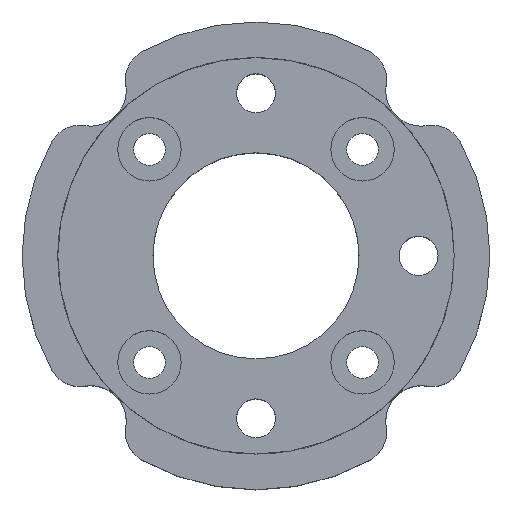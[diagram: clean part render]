
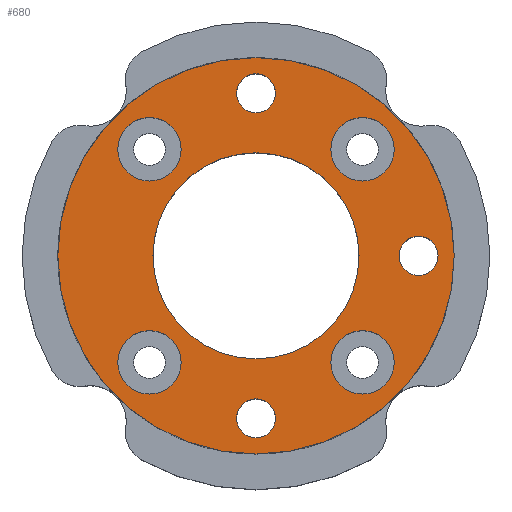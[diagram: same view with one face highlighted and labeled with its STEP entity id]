
A CAD part, top view. The second image highlights one B-rep face of the part: STEP entity #680.
In plain terms, the highlighted planar face has unit normal (0, 0, 1).
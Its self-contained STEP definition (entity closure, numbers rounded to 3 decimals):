
#19=FACE_BOUND('',#126,.T.);
#20=FACE_BOUND('',#127,.T.);
#21=FACE_BOUND('',#128,.T.);
#22=FACE_BOUND('',#129,.T.);
#23=FACE_BOUND('',#130,.T.);
#24=FACE_BOUND('',#131,.T.);
#25=FACE_BOUND('',#132,.T.);
#26=FACE_BOUND('',#133,.T.);
#43=PLANE('',#808);
#82=FACE_OUTER_BOUND('',#125,.T.);
#125=EDGE_LOOP('',(#581));
#126=EDGE_LOOP('',(#582));
#127=EDGE_LOOP('',(#583));
#128=EDGE_LOOP('',(#584));
#129=EDGE_LOOP('',(#585));
#130=EDGE_LOOP('',(#586));
#131=EDGE_LOOP('',(#587));
#132=EDGE_LOOP('',(#588));
#133=EDGE_LOOP('',(#589));
#240=CIRCLE('',#763,6.5);
#244=CIRCLE('',#769,2.);
#248=CIRCLE('',#776,2.);
#252=CIRCLE('',#783,2.);
#256=CIRCLE('',#790,2.);
#258=CIRCLE('',#794,1.23);
#260=CIRCLE('',#797,1.23);
#262=CIRCLE('',#800,1.23);
#264=CIRCLE('',#803,12.5);
#304=VERTEX_POINT('',#1163);
#308=VERTEX_POINT('',#1174);
#312=VERTEX_POINT('',#1187);
#316=VERTEX_POINT('',#1200);
#320=VERTEX_POINT('',#1213);
#322=VERTEX_POINT('',#1221);
#324=VERTEX_POINT('',#1227);
#326=VERTEX_POINT('',#1233);
#328=VERTEX_POINT('',#1239);
#384=EDGE_CURVE('',#304,#304,#240,.T.);
#389=EDGE_CURVE('',#308,#308,#244,.T.);
#395=EDGE_CURVE('',#312,#312,#248,.T.);
#401=EDGE_CURVE('',#316,#316,#252,.T.);
#407=EDGE_CURVE('',#320,#320,#256,.T.);
#411=EDGE_CURVE('',#322,#322,#258,.T.);
#414=EDGE_CURVE('',#324,#324,#260,.T.);
#417=EDGE_CURVE('',#326,#326,#262,.T.);
#420=EDGE_CURVE('',#328,#328,#264,.T.);
#581=ORIENTED_EDGE('',*,*,#420,.T.);
#582=ORIENTED_EDGE('',*,*,#384,.T.);
#583=ORIENTED_EDGE('',*,*,#389,.T.);
#584=ORIENTED_EDGE('',*,*,#395,.T.);
#585=ORIENTED_EDGE('',*,*,#401,.T.);
#586=ORIENTED_EDGE('',*,*,#407,.T.);
#587=ORIENTED_EDGE('',*,*,#411,.T.);
#588=ORIENTED_EDGE('',*,*,#414,.T.);
#589=ORIENTED_EDGE('',*,*,#417,.T.);
#680=ADVANCED_FACE('',(#82,#19,#20,#21,#22,#23,#24,#25,#26),#43,.T.);
#763=AXIS2_PLACEMENT_3D('',#1164,#944,#945);
#769=AXIS2_PLACEMENT_3D('',#1175,#957,#958);
#776=AXIS2_PLACEMENT_3D('',#1188,#973,#974);
#783=AXIS2_PLACEMENT_3D('',#1201,#989,#990);
#790=AXIS2_PLACEMENT_3D('',#1214,#1005,#1006);
#794=AXIS2_PLACEMENT_3D('',#1222,#1015,#1016);
#797=AXIS2_PLACEMENT_3D('',#1228,#1022,#1023);
#800=AXIS2_PLACEMENT_3D('',#1234,#1029,#1030);
#803=AXIS2_PLACEMENT_3D('',#1240,#1036,#1037);
#808=AXIS2_PLACEMENT_3D('',#1246,#1047,#1048);
#944=DIRECTION('center_axis',(0.,0.,-1.));
#945=DIRECTION('ref_axis',(1.,0.,0.));
#957=DIRECTION('center_axis',(0.,0.,-1.));
#958=DIRECTION('ref_axis',(1.,0.,0.));
#973=DIRECTION('center_axis',(0.,0.,-1.));
#974=DIRECTION('ref_axis',(1.,0.,0.));
#989=DIRECTION('center_axis',(0.,0.,-1.));
#990=DIRECTION('ref_axis',(1.,0.,0.));
#1005=DIRECTION('center_axis',(0.,0.,-1.));
#1006=DIRECTION('ref_axis',(1.,0.,0.));
#1015=DIRECTION('center_axis',(0.,0.,-1.));
#1016=DIRECTION('ref_axis',(1.,0.,0.));
#1022=DIRECTION('center_axis',(0.,0.,-1.));
#1023=DIRECTION('ref_axis',(1.,0.,0.));
#1029=DIRECTION('center_axis',(0.,0.,-1.));
#1030=DIRECTION('ref_axis',(1.,0.,0.));
#1036=DIRECTION('center_axis',(0.,0.,1.));
#1037=DIRECTION('ref_axis',(-1.,0.,0.));
#1047=DIRECTION('center_axis',(0.,0.,1.));
#1048=DIRECTION('ref_axis',(1.,0.,0.));
#1163=CARTESIAN_POINT('',(-6.5,0.,0.));
#1164=CARTESIAN_POINT('Origin',(0.,0.,0.));
#1174=CARTESIAN_POINT('',(4.718,6.718,0.));
#1175=CARTESIAN_POINT('Origin',(6.718,6.718,0.));
#1187=CARTESIAN_POINT('',(-8.718,6.718,0.));
#1188=CARTESIAN_POINT('Origin',(-6.718,6.718,0.));
#1200=CARTESIAN_POINT('',(-8.718,-6.718,0.));
#1201=CARTESIAN_POINT('Origin',(-6.718,-6.718,0.));
#1213=CARTESIAN_POINT('',(4.718,-6.718,0.));
#1214=CARTESIAN_POINT('Origin',(6.718,-6.718,0.));
#1221=CARTESIAN_POINT('',(-1.23,10.25,0.));
#1222=CARTESIAN_POINT('Origin',(0.,10.25,0.));
#1227=CARTESIAN_POINT('',(9.021,0.,0.));
#1228=CARTESIAN_POINT('Origin',(10.25,0.,0.));
#1233=CARTESIAN_POINT('',(-1.23,-10.25,0.));
#1234=CARTESIAN_POINT('Origin',(0.,-10.25,0.));
#1239=CARTESIAN_POINT('',(12.5,0.,0.));
#1240=CARTESIAN_POINT('Origin',(0.,0.,0.));
#1246=CARTESIAN_POINT('Origin',(0.,0.,0.));
